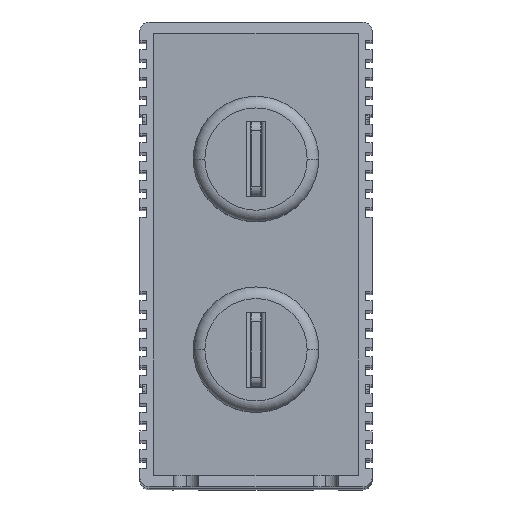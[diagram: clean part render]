
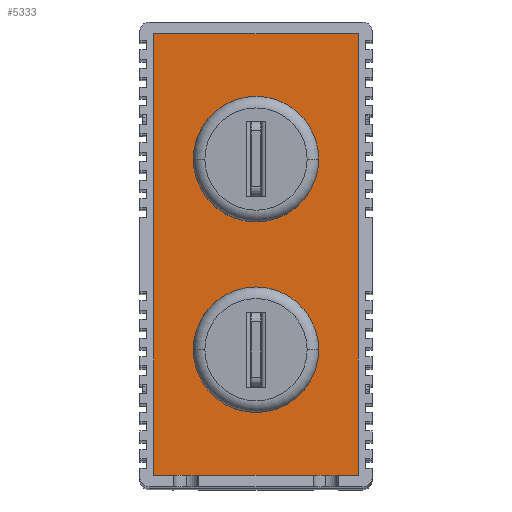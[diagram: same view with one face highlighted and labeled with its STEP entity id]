
A CAD part, top view. The second image highlights one B-rep face of the part: STEP entity #5333.
In plain terms, the highlighted planar face has unit normal (0, 0, 1).
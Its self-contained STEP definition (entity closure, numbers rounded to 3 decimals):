
#107 = CARTESIAN_POINT ( 'NONE',  ( -22., 50.408, 220.5 ) ) ;
#128 = AXIS2_PLACEMENT_3D ( 'NONE', #7123, #10419, #19908 ) ;
#855 = AXIS2_PLACEMENT_3D ( 'NONE', #949, #4101, #12419 ) ;
#949 = CARTESIAN_POINT ( 'NONE',  ( 0., 23.408, 220.5 ) ) ;
#1560 = PLANE ( 'NONE',  #11033 ) ;
#2008 = CIRCLE ( 'NONE', #9782, 13.5 ) ;
#2048 = CARTESIAN_POINT ( 'NONE',  ( 0., -44.592, 220.5 ) ) ;
#2453 = CARTESIAN_POINT ( 'NONE',  ( 22., -44.592, 220.5 ) ) ;
#2534 = EDGE_CURVE ( 'NONE', #17742, #4881, #9880, .T. ) ;
#3080 = EDGE_CURVE ( 'NONE', #11569, #12134, #11149, .T. ) ;
#4101 = DIRECTION ( 'NONE',  ( 0., 0., 1. ) ) ;
#4179 = EDGE_LOOP ( 'NONE', ( #11693, #20270 ) ) ;
#4450 = VECTOR ( 'NONE', #13837, 1000. ) ;
#4748 = DIRECTION ( 'NONE',  ( -1., 0., 0. ) ) ;
#4785 = DIRECTION ( 'NONE',  ( 0., 0., -1. ) ) ;
#4865 = CARTESIAN_POINT ( 'NONE',  ( 0., 0., 220.5 ) ) ;
#4881 = VERTEX_POINT ( 'NONE', #107 ) ;
#4922 = EDGE_CURVE ( 'NONE', #12134, #17742, #12115, .T. ) ;
#4997 = CARTESIAN_POINT ( 'NONE',  ( 13.5, -17.592, 220.5 ) ) ;
#5070 = DIRECTION ( 'NONE',  ( 0., -1., 0. ) ) ;
#5181 = VECTOR ( 'NONE', #6903, 1000. ) ;
#5333 = ADVANCED_FACE ( 'NONE', ( #11840, #6971, #6701 ), #1560, .F. ) ;
#5354 = VERTEX_POINT ( 'NONE', #4997 ) ;
#5557 = VECTOR ( 'NONE', #14109, 1000. ) ;
#5771 = CARTESIAN_POINT ( 'NONE',  ( 13.5, 23.408, 220.5 ) ) ;
#6355 = VERTEX_POINT ( 'NONE', #7627 ) ;
#6696 = ORIENTED_EDGE ( 'NONE', *, *, #10773, .F. ) ;
#6701 = FACE_BOUND ( 'NONE', #10785, .T. ) ;
#6903 = DIRECTION ( 'NONE',  ( 0., 1., 0. ) ) ;
#6971 = FACE_BOUND ( 'NONE', #4179, .T. ) ;
#7028 = VECTOR ( 'NONE', #13812, 1000. ) ;
#7064 = CARTESIAN_POINT ( 'NONE',  ( 22., 50.408, 220.5 ) ) ;
#7123 = CARTESIAN_POINT ( 'NONE',  ( 0., 23.408, 220.5 ) ) ;
#7627 = CARTESIAN_POINT ( 'NONE',  ( -13.5, -17.592, 220.5 ) ) ;
#8849 = CIRCLE ( 'NONE', #13945, 13.5 ) ;
#9642 = DIRECTION ( 'NONE',  ( 0., 0., 1. ) ) ;
#9676 = DIRECTION ( 'NONE',  ( -1., 0., 0. ) ) ;
#9777 = ORIENTED_EDGE ( 'NONE', *, *, #3080, .T. ) ;
#9782 = AXIS2_PLACEMENT_3D ( 'NONE', #17885, #11185, #9676 ) ;
#9880 = LINE ( 'NONE', #10563, #4450 ) ;
#10020 = VERTEX_POINT ( 'NONE', #5771 ) ;
#10419 = DIRECTION ( 'NONE',  ( 0., 0., 1. ) ) ;
#10563 = CARTESIAN_POINT ( 'NONE',  ( 22., 50.408, 220.5 ) ) ;
#10773 = EDGE_CURVE ( 'NONE', #6355, #5354, #8849, .T. ) ;
#10785 = EDGE_LOOP ( 'NONE', ( #6696, #12807 ) ) ;
#11033 = AXIS2_PLACEMENT_3D ( 'NONE', #4865, #4785, #5070 ) ;
#11149 = LINE ( 'NONE', #2048, #7028 ) ;
#11185 = DIRECTION ( 'NONE',  ( 0., 0., 1. ) ) ;
#11500 = LINE ( 'NONE', #12773, #5557 ) ;
#11569 = VERTEX_POINT ( 'NONE', #19880 ) ;
#11693 = ORIENTED_EDGE ( 'NONE', *, *, #12632, .F. ) ;
#11840 = FACE_OUTER_BOUND ( 'NONE', #16161, .T. ) ;
#12115 = LINE ( 'NONE', #16702, #5181 ) ;
#12134 = VERTEX_POINT ( 'NONE', #2453 ) ;
#12419 = DIRECTION ( 'NONE',  ( -1., 0., 0. ) ) ;
#12632 = EDGE_CURVE ( 'NONE', #16356, #10020, #18460, .T. ) ;
#12773 = CARTESIAN_POINT ( 'NONE',  ( -22., 50.408, 220.5 ) ) ;
#12807 = ORIENTED_EDGE ( 'NONE', *, *, #14676, .F. ) ;
#12881 = CIRCLE ( 'NONE', #855, 13.5 ) ;
#12995 = ORIENTED_EDGE ( 'NONE', *, *, #4922, .T. ) ;
#13812 = DIRECTION ( 'NONE',  ( 1., 0., 0. ) ) ;
#13837 = DIRECTION ( 'NONE',  ( -1., 0., 0. ) ) ;
#13945 = AXIS2_PLACEMENT_3D ( 'NONE', #17992, #9642, #4748 ) ;
#14109 = DIRECTION ( 'NONE',  ( 0., -1., 0. ) ) ;
#14676 = EDGE_CURVE ( 'NONE', #5354, #6355, #2008, .T. ) ;
#15050 = ORIENTED_EDGE ( 'NONE', *, *, #2534, .T. ) ;
#16161 = EDGE_LOOP ( 'NONE', ( #9777, #12995, #15050, #20577 ) ) ;
#16356 = VERTEX_POINT ( 'NONE', #18326 ) ;
#16702 = CARTESIAN_POINT ( 'NONE',  ( 22., -44.592, 220.5 ) ) ;
#17742 = VERTEX_POINT ( 'NONE', #7064 ) ;
#17805 = EDGE_CURVE ( 'NONE', #10020, #16356, #12881, .T. ) ;
#17885 = CARTESIAN_POINT ( 'NONE',  ( 0., -17.592, 220.5 ) ) ;
#17992 = CARTESIAN_POINT ( 'NONE',  ( 0., -17.592, 220.5 ) ) ;
#18326 = CARTESIAN_POINT ( 'NONE',  ( -13.5, 23.408, 220.5 ) ) ;
#18460 = CIRCLE ( 'NONE', #128, 13.5 ) ;
#19880 = CARTESIAN_POINT ( 'NONE',  ( -22., -44.592, 220.5 ) ) ;
#19908 = DIRECTION ( 'NONE',  ( -1., 0., 0. ) ) ;
#20270 = ORIENTED_EDGE ( 'NONE', *, *, #17805, .F. ) ;
#20577 = ORIENTED_EDGE ( 'NONE', *, *, #20692, .T. ) ;
#20692 = EDGE_CURVE ( 'NONE', #4881, #11569, #11500, .T. ) ;
